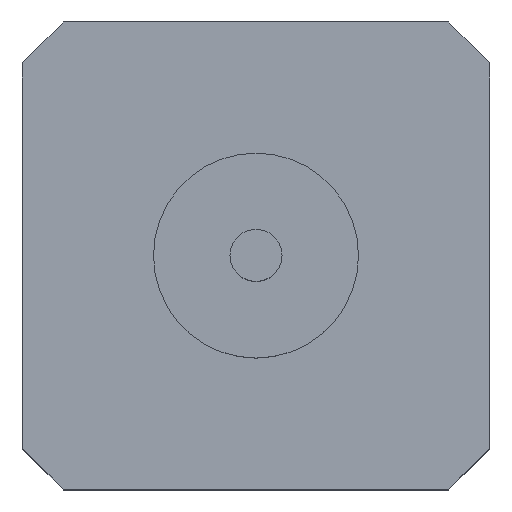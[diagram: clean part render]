
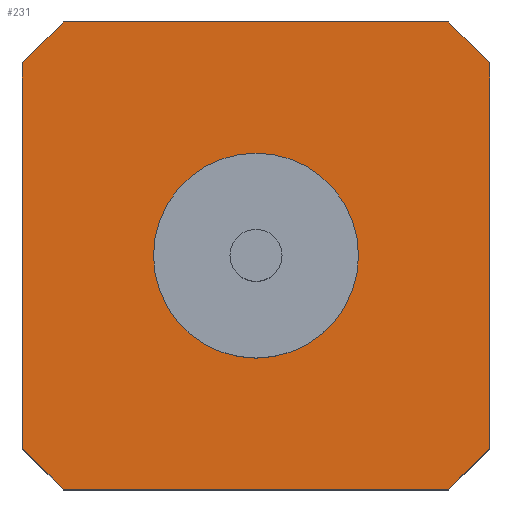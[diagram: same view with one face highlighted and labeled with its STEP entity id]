
A CAD part, top view. The second image highlights one B-rep face of the part: STEP entity #231.
In plain terms, the highlighted planar face has unit normal (0, 0, 1).
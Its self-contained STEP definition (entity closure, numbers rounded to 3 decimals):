
#16=FACE_BOUND('',#49,.T.);
#19=PLANE('',#263);
#33=FACE_OUTER_BOUND('',#48,.T.);
#48=EDGE_LOOP('',(#176,#177,#178,#179,#180,#181,#182,#183));
#49=EDGE_LOOP('',(#184));
#61=LINE('',#355,#87);
#62=LINE('',#357,#88);
#63=LINE('',#359,#89);
#64=LINE('',#361,#90);
#65=LINE('',#363,#91);
#66=LINE('',#365,#92);
#67=LINE('',#367,#93);
#68=LINE('',#368,#94);
#87=VECTOR('',#295,10.);
#88=VECTOR('',#296,10.);
#89=VECTOR('',#297,10.);
#90=VECTOR('',#298,10.);
#91=VECTOR('',#299,10.);
#92=VECTOR('',#300,10.);
#93=VECTOR('',#301,10.);
#94=VECTOR('',#302,10.);
#114=CIRCLE('',#261,12.5);
#118=VERTEX_POINT('',#348);
#119=VERTEX_POINT('',#353);
#120=VERTEX_POINT('',#354);
#121=VERTEX_POINT('',#356);
#122=VERTEX_POINT('',#358);
#123=VERTEX_POINT('',#360);
#124=VERTEX_POINT('',#362);
#125=VERTEX_POINT('',#364);
#126=VERTEX_POINT('',#366);
#140=EDGE_CURVE('',#118,#118,#114,.T.);
#141=EDGE_CURVE('',#119,#120,#61,.T.);
#142=EDGE_CURVE('',#119,#121,#62,.T.);
#143=EDGE_CURVE('',#122,#121,#63,.T.);
#144=EDGE_CURVE('',#122,#123,#64,.T.);
#145=EDGE_CURVE('',#124,#123,#65,.T.);
#146=EDGE_CURVE('',#124,#125,#66,.T.);
#147=EDGE_CURVE('',#126,#125,#67,.T.);
#148=EDGE_CURVE('',#126,#120,#68,.T.);
#176=ORIENTED_EDGE('',*,*,#141,.F.);
#177=ORIENTED_EDGE('',*,*,#142,.T.);
#178=ORIENTED_EDGE('',*,*,#143,.F.);
#179=ORIENTED_EDGE('',*,*,#144,.T.);
#180=ORIENTED_EDGE('',*,*,#145,.F.);
#181=ORIENTED_EDGE('',*,*,#146,.T.);
#182=ORIENTED_EDGE('',*,*,#147,.F.);
#183=ORIENTED_EDGE('',*,*,#148,.T.);
#184=ORIENTED_EDGE('',*,*,#140,.T.);
#231=ADVANCED_FACE('',(#33,#16),#19,.T.);
#261=AXIS2_PLACEMENT_3D('',#350,#289,#290);
#263=AXIS2_PLACEMENT_3D('',#352,#293,#294);
#289=DIRECTION('center_axis',(0.,0.,-1.));
#290=DIRECTION('ref_axis',(-1.,0.,0.));
#293=DIRECTION('center_axis',(0.,0.,1.));
#294=DIRECTION('ref_axis',(1.,0.,0.));
#295=DIRECTION('',(0.707,-0.707,0.));
#296=DIRECTION('',(-1.,0.,0.));
#297=DIRECTION('',(0.707,0.707,0.));
#298=DIRECTION('',(0.,-1.,0.));
#299=DIRECTION('',(-0.707,0.707,0.));
#300=DIRECTION('',(1.,0.,0.));
#301=DIRECTION('',(-0.707,-0.707,0.));
#302=DIRECTION('',(0.,1.,0.));
#348=CARTESIAN_POINT('',(12.5,0.,51.));
#350=CARTESIAN_POINT('Origin',(0.,0.,51.));
#352=CARTESIAN_POINT('Origin',(0.,0.,51.));
#353=CARTESIAN_POINT('',(23.5,28.5,51.));
#354=CARTESIAN_POINT('',(28.5,23.5,51.));
#355=CARTESIAN_POINT('',(26.,26.,51.));
#356=CARTESIAN_POINT('',(-23.5,28.5,51.));
#357=CARTESIAN_POINT('',(-28.5,28.5,51.));
#358=CARTESIAN_POINT('',(-28.5,23.5,51.));
#359=CARTESIAN_POINT('',(-26.,26.,51.));
#360=CARTESIAN_POINT('',(-28.5,-23.5,51.));
#361=CARTESIAN_POINT('',(-28.5,-28.5,51.));
#362=CARTESIAN_POINT('',(-23.5,-28.5,51.));
#363=CARTESIAN_POINT('',(-26.,-26.,51.));
#364=CARTESIAN_POINT('',(23.5,-28.5,51.));
#365=CARTESIAN_POINT('',(28.5,-28.5,51.));
#366=CARTESIAN_POINT('',(28.5,-23.5,51.));
#367=CARTESIAN_POINT('',(26.,-26.,51.));
#368=CARTESIAN_POINT('',(28.5,28.5,51.));
